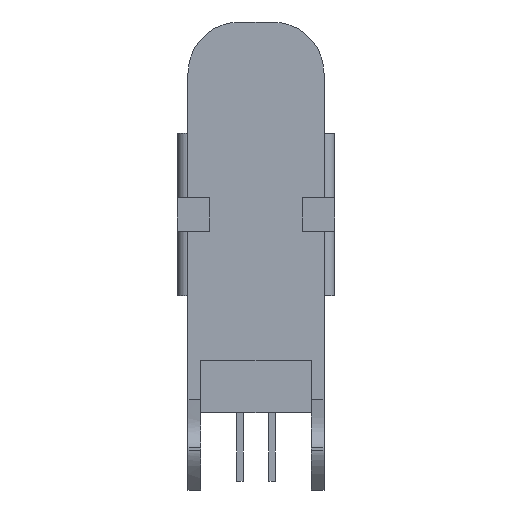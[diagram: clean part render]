
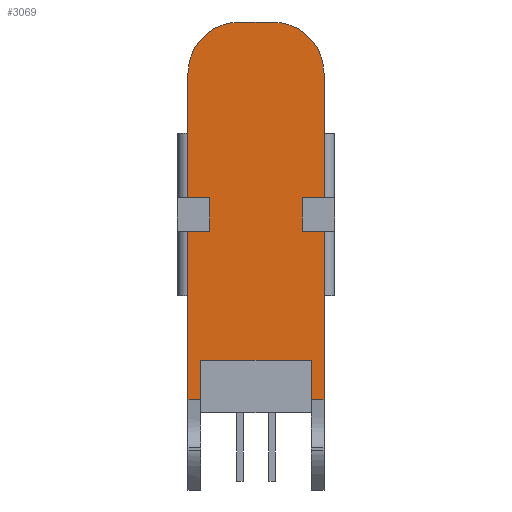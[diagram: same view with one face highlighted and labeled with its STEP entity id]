
A CAD part, front view. The second image highlights one B-rep face of the part: STEP entity #3069.
In plain terms, the highlighted planar face has unit normal (0, -1, 0).
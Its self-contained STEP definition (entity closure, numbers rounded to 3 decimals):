
#2388 = VERTEX_POINT('',#2389);
#2389 = CARTESIAN_POINT('',(-1.58,-4.033,
    0.3));
#2404 = VERTEX_POINT('',#2405);
#2405 = CARTESIAN_POINT('',(-1.28,-4.033,
    0.3));
#2411 = EDGE_CURVE('',#2404,#2388,#2412,.T.);
#2412 = LINE('',#2413,#2414);
#2413 = CARTESIAN_POINT('',(-1.08,-4.033,
    0.3));
#2414 = VECTOR('',#2415,1.);
#2415 = DIRECTION('',(-1.,0.,0.));
#2499 = VERTEX_POINT('',#2500);
#2500 = CARTESIAN_POINT('',(1.28,-4.033,
    0.3));
#2515 = VERTEX_POINT('',#2516);
#2516 = CARTESIAN_POINT('',(1.58,-4.033,
    0.3));
#2522 = EDGE_CURVE('',#2499,#2515,#2523,.T.);
#2523 = LINE('',#2524,#2525);
#2524 = CARTESIAN_POINT('',(1.08,-4.033,
    0.3));
#2525 = VECTOR('',#2526,1.);
#2526 = DIRECTION('',(1.,0.,-0.));
#2902 = VERTEX_POINT('',#2903);
#2903 = CARTESIAN_POINT('',(1.58,-4.033,
    7.87));
#2909 = EDGE_CURVE('',#2902,#2910,#2912,.T.);
#2910 = VERTEX_POINT('',#2911);
#2911 = CARTESIAN_POINT('',(1.58,-4.033,
    6.49));
#2912 = LINE('',#2913,#2914);
#2913 = CARTESIAN_POINT('',(1.58,-4.033,
    9.07));
#2914 = VECTOR('',#2915,1.);
#2915 = DIRECTION('',(0.,0.,-1.));
#2950 = VERTEX_POINT('',#2951);
#2951 = CARTESIAN_POINT('',(1.58,-4.033,
    2.71));
#2957 = EDGE_CURVE('',#2950,#2515,#2958,.T.);
#2958 = LINE('',#2959,#2960);
#2959 = CARTESIAN_POINT('',(1.58,-4.033,
    9.07));
#2960 = VECTOR('',#2961,1.);
#2961 = DIRECTION('',(0.,0.,-1.));
#3069 = ADVANCED_FACE('',(#3070),#3216,.T.);
#3070 = FACE_BOUND('',#3071,.T.);
#3071 = EDGE_LOOP('',(#3072,#3073,#3081,#3089,#3097,#3105,#3111,#3112,
    #3121,#3129,#3138,#3146,#3154,#3162,#3170,#3178,#3186,#3192,#3193,
    #3201,#3209,#3215));
#3072 = ORIENTED_EDGE('',*,*,#2957,.F.);
#3073 = ORIENTED_EDGE('',*,*,#3074,.T.);
#3074 = EDGE_CURVE('',#2950,#3075,#3077,.T.);
#3075 = VERTEX_POINT('',#3076);
#3076 = CARTESIAN_POINT('',(1.58,-4.033,
    4.21));
#3077 = LINE('',#3078,#3079);
#3078 = CARTESIAN_POINT('',(1.58,-4.033,
    9.07));
#3079 = VECTOR('',#3080,1.);
#3080 = DIRECTION('',(0.,0.,1.));
#3081 = ORIENTED_EDGE('',*,*,#3082,.F.);
#3082 = EDGE_CURVE('',#3083,#3075,#3085,.T.);
#3083 = VERTEX_POINT('',#3084);
#3084 = CARTESIAN_POINT('',(1.08,-4.033,
    4.21));
#3085 = LINE('',#3086,#3087);
#3086 = CARTESIAN_POINT('',(1.58,-4.033,
    4.21));
#3087 = VECTOR('',#3088,1.);
#3088 = DIRECTION('',(1.,0.,0.));
#3089 = ORIENTED_EDGE('',*,*,#3090,.T.);
#3090 = EDGE_CURVE('',#3083,#3091,#3093,.T.);
#3091 = VERTEX_POINT('',#3092);
#3092 = CARTESIAN_POINT('',(1.08,-4.033,
    4.99));
#3093 = LINE('',#3094,#3095);
#3094 = CARTESIAN_POINT('',(1.08,-4.033,
    9.07));
#3095 = VECTOR('',#3096,1.);
#3096 = DIRECTION('',(0.,0.,1.));
#3097 = ORIENTED_EDGE('',*,*,#3098,.F.);
#3098 = EDGE_CURVE('',#3099,#3091,#3101,.T.);
#3099 = VERTEX_POINT('',#3100);
#3100 = CARTESIAN_POINT('',(1.58,-4.033,
    4.99));
#3101 = LINE('',#3102,#3103);
#3102 = CARTESIAN_POINT('',(1.58,-4.033,
    4.99));
#3103 = VECTOR('',#3104,1.);
#3104 = DIRECTION('',(-1.,0.,0.));
#3105 = ORIENTED_EDGE('',*,*,#3106,.T.);
#3106 = EDGE_CURVE('',#3099,#2910,#3107,.T.);
#3107 = LINE('',#3108,#3109);
#3108 = CARTESIAN_POINT('',(1.58,-4.033,
    9.07));
#3109 = VECTOR('',#3110,1.);
#3110 = DIRECTION('',(0.,0.,1.));
#3111 = ORIENTED_EDGE('',*,*,#2909,.F.);
#3112 = ORIENTED_EDGE('',*,*,#3113,.F.);
#3113 = EDGE_CURVE('',#3114,#2902,#3116,.T.);
#3114 = VERTEX_POINT('',#3115);
#3115 = CARTESIAN_POINT('',(0.38,-4.033,
    9.07));
#3116 = CIRCLE('',#3117,1.2);
#3117 = AXIS2_PLACEMENT_3D('',#3118,#3119,#3120);
#3118 = CARTESIAN_POINT('',(0.38,-4.033,
    7.87));
#3119 = DIRECTION('',(0.,1.,-0.));
#3120 = DIRECTION('',(0.,0.,1.));
#3121 = ORIENTED_EDGE('',*,*,#3122,.T.);
#3122 = EDGE_CURVE('',#3114,#3123,#3125,.T.);
#3123 = VERTEX_POINT('',#3124);
#3124 = CARTESIAN_POINT('',(-0.38,-4.033,
    9.07));
#3125 = LINE('',#3126,#3127);
#3126 = CARTESIAN_POINT('',(1.58,-4.033,
    9.07));
#3127 = VECTOR('',#3128,1.);
#3128 = DIRECTION('',(-1.,0.,0.));
#3129 = ORIENTED_EDGE('',*,*,#3130,.F.);
#3130 = EDGE_CURVE('',#3131,#3123,#3133,.T.);
#3131 = VERTEX_POINT('',#3132);
#3132 = CARTESIAN_POINT('',(-1.58,-4.033,
    7.87));
#3133 = CIRCLE('',#3134,1.2);
#3134 = AXIS2_PLACEMENT_3D('',#3135,#3136,#3137);
#3135 = CARTESIAN_POINT('',(-0.38,-4.033,
    7.87));
#3136 = DIRECTION('',(0.,1.,-0.));
#3137 = DIRECTION('',(0.,0.,1.));
#3138 = ORIENTED_EDGE('',*,*,#3139,.T.);
#3139 = EDGE_CURVE('',#3131,#3140,#3142,.T.);
#3140 = VERTEX_POINT('',#3141);
#3141 = CARTESIAN_POINT('',(-1.58,-4.033,
    6.49));
#3142 = LINE('',#3143,#3144);
#3143 = CARTESIAN_POINT('',(-1.58,-4.033,
    9.07));
#3144 = VECTOR('',#3145,1.);
#3145 = DIRECTION('',(0.,0.,-1.));
#3146 = ORIENTED_EDGE('',*,*,#3147,.T.);
#3147 = EDGE_CURVE('',#3140,#3148,#3150,.T.);
#3148 = VERTEX_POINT('',#3149);
#3149 = CARTESIAN_POINT('',(-1.58,-4.033,
    4.99));
#3150 = LINE('',#3151,#3152);
#3151 = CARTESIAN_POINT('',(-1.58,-4.033,
    9.07));
#3152 = VECTOR('',#3153,1.);
#3153 = DIRECTION('',(0.,0.,-1.));
#3154 = ORIENTED_EDGE('',*,*,#3155,.T.);
#3155 = EDGE_CURVE('',#3148,#3156,#3158,.T.);
#3156 = VERTEX_POINT('',#3157);
#3157 = CARTESIAN_POINT('',(-1.08,-4.033,
    4.99));
#3158 = LINE('',#3159,#3160);
#3159 = CARTESIAN_POINT('',(1.58,-4.033,
    4.99));
#3160 = VECTOR('',#3161,1.);
#3161 = DIRECTION('',(1.,0.,0.));
#3162 = ORIENTED_EDGE('',*,*,#3163,.T.);
#3163 = EDGE_CURVE('',#3156,#3164,#3166,.T.);
#3164 = VERTEX_POINT('',#3165);
#3165 = CARTESIAN_POINT('',(-1.08,-4.033,
    4.21));
#3166 = LINE('',#3167,#3168);
#3167 = CARTESIAN_POINT('',(-1.08,-4.033,
    9.07));
#3168 = VECTOR('',#3169,1.);
#3169 = DIRECTION('',(-0.,0.,-1.));
#3170 = ORIENTED_EDGE('',*,*,#3171,.T.);
#3171 = EDGE_CURVE('',#3164,#3172,#3174,.T.);
#3172 = VERTEX_POINT('',#3173);
#3173 = CARTESIAN_POINT('',(-1.58,-4.033,
    4.21));
#3174 = LINE('',#3175,#3176);
#3175 = CARTESIAN_POINT('',(1.58,-4.033,
    4.21));
#3176 = VECTOR('',#3177,1.);
#3177 = DIRECTION('',(-1.,0.,0.));
#3178 = ORIENTED_EDGE('',*,*,#3179,.T.);
#3179 = EDGE_CURVE('',#3172,#3180,#3182,.T.);
#3180 = VERTEX_POINT('',#3181);
#3181 = CARTESIAN_POINT('',(-1.58,-4.033,
    2.71));
#3182 = LINE('',#3183,#3184);
#3183 = CARTESIAN_POINT('',(-1.58,-4.033,
    9.07));
#3184 = VECTOR('',#3185,1.);
#3185 = DIRECTION('',(-0.,0.,-1.));
#3186 = ORIENTED_EDGE('',*,*,#3187,.T.);
#3187 = EDGE_CURVE('',#3180,#2388,#3188,.T.);
#3188 = LINE('',#3189,#3190);
#3189 = CARTESIAN_POINT('',(-1.58,-4.033,
    9.07));
#3190 = VECTOR('',#3191,1.);
#3191 = DIRECTION('',(0.,0.,-1.));
#3192 = ORIENTED_EDGE('',*,*,#2411,.F.);
#3193 = ORIENTED_EDGE('',*,*,#3194,.T.);
#3194 = EDGE_CURVE('',#2404,#3195,#3197,.T.);
#3195 = VERTEX_POINT('',#3196);
#3196 = CARTESIAN_POINT('',(-1.28,-4.033,
    1.211));
#3197 = LINE('',#3198,#3199);
#3198 = CARTESIAN_POINT('',(-1.28,-4.033,
    0.));
#3199 = VECTOR('',#3200,1.);
#3200 = DIRECTION('',(0.,0.,1.));
#3201 = ORIENTED_EDGE('',*,*,#3202,.T.);
#3202 = EDGE_CURVE('',#3195,#3203,#3205,.T.);
#3203 = VERTEX_POINT('',#3204);
#3204 = CARTESIAN_POINT('',(1.28,-4.033,
    1.211));
#3205 = LINE('',#3206,#3207);
#3206 = CARTESIAN_POINT('',(1.28,-4.033,
    1.211));
#3207 = VECTOR('',#3208,1.);
#3208 = DIRECTION('',(1.,0.,-0.));
#3209 = ORIENTED_EDGE('',*,*,#3210,.T.);
#3210 = EDGE_CURVE('',#3203,#2499,#3211,.T.);
#3211 = LINE('',#3212,#3213);
#3212 = CARTESIAN_POINT('',(1.28,-4.033,
    0.));
#3213 = VECTOR('',#3214,1.);
#3214 = DIRECTION('',(0.,0.,-1.));
#3215 = ORIENTED_EDGE('',*,*,#2522,.T.);
#3216 = PLANE('',#3217);
#3217 = AXIS2_PLACEMENT_3D('',#3218,#3219,#3220);
#3218 = CARTESIAN_POINT('',(1.58,-4.033,
    9.07));
#3219 = DIRECTION('',(0.,-1.,0.));
#3220 = DIRECTION('',(0.,0.,1.));
